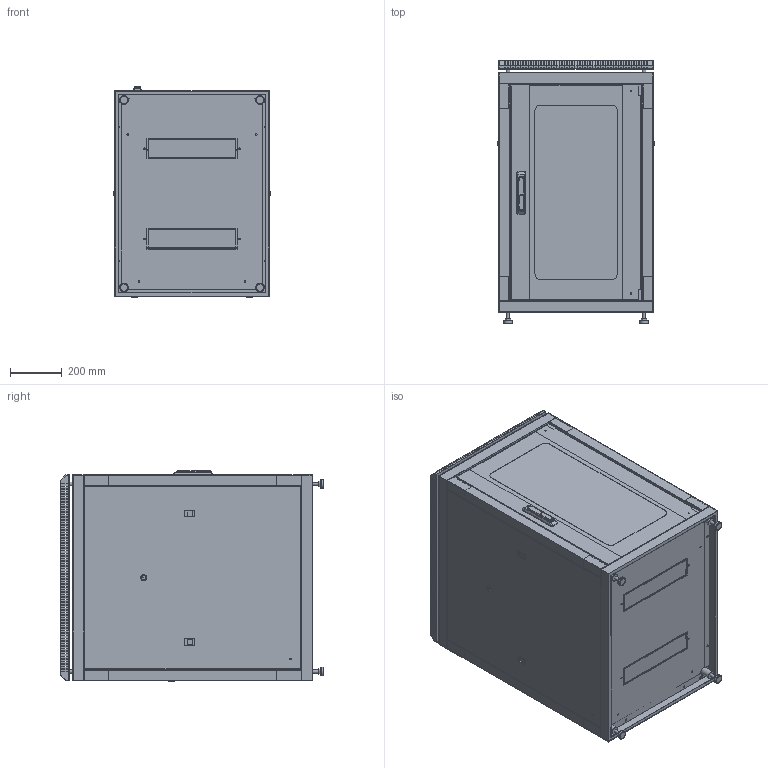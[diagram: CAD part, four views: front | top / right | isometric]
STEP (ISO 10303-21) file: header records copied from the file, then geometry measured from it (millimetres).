
FILE_DESCRIPTION (( 'STEP AP214' ), '1' );
FILE_NAME ('ITK 600x800_18U_DverStekl.STEP', '2018-06-06T08:54:11', ( '' ), ( '' ), 'SwSTEP 2.0', 'SolidWorks 2014', '' );
FILE_SCHEMA (( 'AUTOMOTIVE_DESIGN' ));
Length unit declared in the file: millimetre
Products named in the file (23): Stoika_-00; Kabel-Vvod; Steklo_-00; Krysha; hex flange bolt_din_DIN 6921 - M6 x 12 x 12-N; Vint (1)_01; Îïîðà LF-80; ﾇ琥韲; Zad_panel_-00; Êîðïóñ çàìêà 006; Verh; ßçû÷åê (3õ òî÷å÷íîå çàïèðàíèå); ﾇ瑟鶴 MESAN 006; 侲膹馯罻; Planka_-01; Bok_profil_-01; Dver_18U; ITK 600x800_18U_DverStekl; Niz; Panel_Bok_-00; Dver_Sborka_18U; Gaika; Profil 19_-00
Assembly tree (83 placements, depth 4):
  ITK 600x800_18U_DverStekl
    Verh
    Niz
    Stoika_-00  x4
    Profil 19_-00  x4
    Krysha
    Îïîðà LF-80  x4
    Bok_profil_-01  x4
    Vint (1)_01  x24
    Gaika  x24
    Planka_-01  x2
    Kabel-Vvod  x2
    Zad_panel_-00
    Panel_Bok_-00  x2
    Dver_Sborka_18U
      Dver_18U
      ﾇ瑟鶴 MESAN 006
        Êîðïóñ çàìêà 006
        侲膹馯罻
        ﾇ琥韲
        ßçû÷åê (3õ òî÷å÷íîå çàïèðàíèå)
        hex flange bolt_din_DIN 6921 - M6 x 12 x 12-N
      Steklo_-00
Bounding box: 608 x 1022.8 x 821.5 mm (x, y, z)
Volume: 10010976 mm3; surface area: 11943720.9 mm2
Topology: 82 solids, 82 shells, 9367 faces, 25269 edges, 15968 vertices
Faces by surface type: plane 7643, cylinder 1328, bspline 298, sphere 48, cone 39, torus 11
Full cylindrical faces by diameter (mm): 4 x3, 5 x3, 5.5 x8, 6 x52, 6.5 x28, 7 x26, 7.3 x12, 8 x2, 9 x4, 10 x11, 12 x4, 12.018 x24, 14 x8, 15 x1, 21 x1, 22 x1, 23 x8, 28 x4, 30 x4, 34 x4
Entity records: 104905 total; most frequent: CARTESIAN_POINT 18887, ORIENTED_EDGE 18058, DIRECTION 15827, EDGE_CURVE 9029, LINE 8291, VECTOR 8291, VERTEX_POINT 6020, EDGE_LOOP 4113
